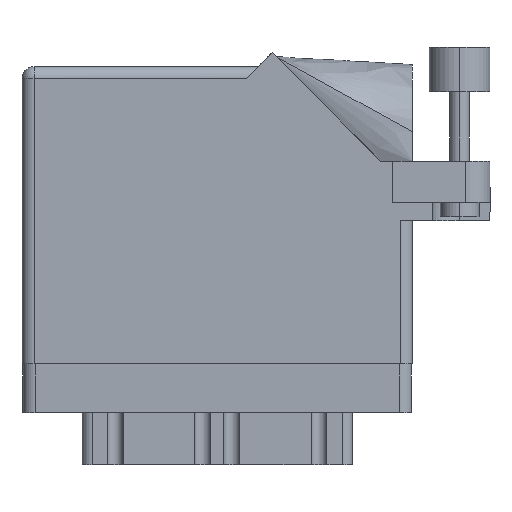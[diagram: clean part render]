
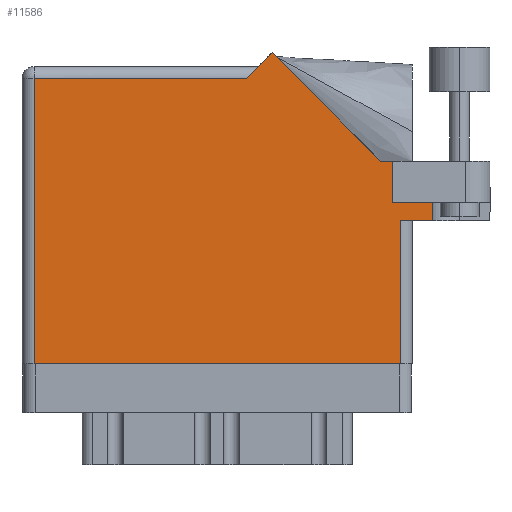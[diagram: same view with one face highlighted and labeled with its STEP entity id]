
A CAD part, front view. The second image highlights one B-rep face of the part: STEP entity #11586.
In plain terms, the highlighted face is planar.
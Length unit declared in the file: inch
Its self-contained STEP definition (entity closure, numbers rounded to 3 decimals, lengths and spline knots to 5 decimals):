
#72 = EDGE_CURVE ( 'NONE', #21863, #6490, #12575, .T. ) ;
#373 = AXIS2_PLACEMENT_3D ( 'NONE', #33308, #6732, #4094 ) ;
#395 = CARTESIAN_POINT ( 'NONE',  ( 0., 1.468, 0. ) ) ;
#442 = DIRECTION ( 'NONE',  ( 1., 0., 0. ) ) ;
#932 = FACE_OUTER_BOUND ( 'NONE', #3923, .T. ) ;
#1472 = CARTESIAN_POINT ( 'NONE',  ( 1.84442, 1.044, 0. ) ) ;
#2066 = DIRECTION ( 'NONE',  ( 0., 1., 0. ) ) ;
#3470 = VECTOR ( 'NONE', #7554, 39.37008 ) ;
#3923 = EDGE_LOOP ( 'NONE', ( #9180, #32366, #29428, #15780, #22475, #4757, #19704, #27532, #14180, #33805, #9262 ) ) ;
#4083 = DIRECTION ( 'NONE',  ( 0., -1., 0. ) ) ;
#4094 = DIRECTION ( 'NONE',  ( -1., 0., 0. ) ) ;
#4757 = ORIENTED_EDGE ( 'NONE', *, *, #23900, .T. ) ;
#5007 = VERTEX_POINT ( 'NONE', #19934 ) ;
#6069 = LINE ( 'NONE', #11545, #8890 ) ;
#6490 = VERTEX_POINT ( 'NONE', #29003 ) ;
#6732 = DIRECTION ( 'NONE',  ( 0., 0., -1. ) ) ;
#6750 = DIRECTION ( 'NONE',  ( -0.707, 0.707, 0. ) ) ;
#7374 = LINE ( 'NONE', #34125, #13512 ) ;
#7554 = DIRECTION ( 'NONE',  ( -0.707, -0.707, 0. ) ) ;
#7834 = EDGE_CURVE ( 'NONE', #21062, #5007, #21909, .T. ) ;
#7893 = DIRECTION ( 'NONE',  ( -1., 0., 0. ) ) ;
#8636 = CARTESIAN_POINT ( 'NONE',  ( 0., 0., 0. ) ) ;
#8890 = VECTOR ( 'NONE', #17205, 39.37008 ) ;
#9180 = ORIENTED_EDGE ( 'NONE', *, *, #7834, .T. ) ;
#9262 = ORIENTED_EDGE ( 'NONE', *, *, #27274, .T. ) ;
#9801 = VECTOR ( 'NONE', #19083, 39.37008 ) ;
#10214 = LINE ( 'NONE', #31818, #3470 ) ;
#10687 = LINE ( 'NONE', #21478, #29526 ) ;
#11130 = LINE ( 'NONE', #19092, #14550 ) ;
#11545 = CARTESIAN_POINT ( 'NONE',  ( 1.91, 0.831, 0. ) ) ;
#11562 = CARTESIAN_POINT ( 'NONE',  ( 1.91, 0.831, 0. ) ) ;
#11586 = ADVANCED_FACE ( 'NONE', ( #932 ), #22482, .F. ) ;
#12546 = CARTESIAN_POINT ( 'NONE',  ( 2.1115, 1.16177, 0. ) ) ;
#12575 = LINE ( 'NONE', #1472, #20554 ) ;
#12993 = LINE ( 'NONE', #20972, #32309 ) ;
#13112 = VECTOR ( 'NONE', #442, 39.37008 ) ;
#13512 = VECTOR ( 'NONE', #7893, 39.37008 ) ;
#13962 = DIRECTION ( 'NONE',  ( 0., -1., 0. ) ) ;
#14116 = CARTESIAN_POINT ( 'NONE',  ( 1.84442, 1.044, 0. ) ) ;
#14180 = ORIENTED_EDGE ( 'NONE', *, *, #17863, .T. ) ;
#14550 = VECTOR ( 'NONE', #13962, 39.37008 ) ;
#14885 = CARTESIAN_POINT ( 'NONE',  ( 1.948, 0.737, 0. ) ) ;
#15479 = VERTEX_POINT ( 'NONE', #25786 ) ;
#15780 = ORIENTED_EDGE ( 'NONE', *, *, #29156, .F. ) ;
#17004 = VERTEX_POINT ( 'NONE', #34573 ) ;
#17205 = DIRECTION ( 'NONE',  ( 1., 0., 0. ) ) ;
#17863 = EDGE_CURVE ( 'NONE', #6490, #15479, #10214, .T. ) ;
#18192 = EDGE_CURVE ( 'NONE', #5007, #28306, #12993, .T. ) ;
#18772 = DIRECTION ( 'NONE',  ( -1., 0., 0. ) ) ;
#19083 = DIRECTION ( 'NONE',  ( 1., 0., 0. ) ) ;
#19092 = CARTESIAN_POINT ( 'NONE',  ( 0.062, 0., 0. ) ) ;
#19704 = ORIENTED_EDGE ( 'NONE', *, *, #29716, .T. ) ;
#19934 = CARTESIAN_POINT ( 'NONE',  ( 1.948, 0., 0. ) ) ;
#20503 = CARTESIAN_POINT ( 'NONE',  ( 0.062, 1.468, 0. ) ) ;
#20554 = VECTOR ( 'NONE', #6750, 39.37008 ) ;
#20972 = CARTESIAN_POINT ( 'NONE',  ( 1.948, 0.737, 0. ) ) ;
#21062 = VERTEX_POINT ( 'NONE', #32860 ) ;
#21478 = CARTESIAN_POINT ( 'NONE',  ( 1.91, 0.831, 0. ) ) ;
#21863 = VERTEX_POINT ( 'NONE', #14116 ) ;
#21909 = LINE ( 'NONE', #8636, #9801 ) ;
#22475 = ORIENTED_EDGE ( 'NONE', *, *, #22747, .F. ) ;
#22482 = PLANE ( 'NONE',  #373 ) ;
#22747 = EDGE_CURVE ( 'NONE', #27803, #17004, #6069, .T. ) ;
#22835 = VERTEX_POINT ( 'NONE', #23208 ) ;
#22982 = EDGE_CURVE ( 'NONE', #15479, #32978, #32423, .T. ) ;
#23208 = CARTESIAN_POINT ( 'NONE',  ( 1.91, 1.044, 0. ) ) ;
#23746 = CARTESIAN_POINT ( 'NONE',  ( 2.1115, 0.737, 0. ) ) ;
#23818 = EDGE_CURVE ( 'NONE', #28306, #26824, #27673, .T. ) ;
#23900 = EDGE_CURVE ( 'NONE', #27803, #22835, #10687, .T. ) ;
#25786 = CARTESIAN_POINT ( 'NONE',  ( 1.155, 1.468, 0. ) ) ;
#25871 = VECTOR ( 'NONE', #18772, 39.37008 ) ;
#26824 = VERTEX_POINT ( 'NONE', #23746 ) ;
#27274 = EDGE_CURVE ( 'NONE', #32978, #21062, #11130, .T. ) ;
#27334 = CARTESIAN_POINT ( 'NONE',  ( 2.01, 0.737, 0. ) ) ;
#27532 = ORIENTED_EDGE ( 'NONE', *, *, #72, .T. ) ;
#27673 = LINE ( 'NONE', #27334, #13112 ) ;
#27803 = VERTEX_POINT ( 'NONE', #11562 ) ;
#28306 = VERTEX_POINT ( 'NONE', #14885 ) ;
#28328 = LINE ( 'NONE', #12546, #33137 ) ;
#29003 = CARTESIAN_POINT ( 'NONE',  ( 1.28771, 1.60071, 0. ) ) ;
#29156 = EDGE_CURVE ( 'NONE', #17004, #26824, #28328, .T. ) ;
#29428 = ORIENTED_EDGE ( 'NONE', *, *, #23818, .T. ) ;
#29526 = VECTOR ( 'NONE', #32298, 39.37008 ) ;
#29716 = EDGE_CURVE ( 'NONE', #22835, #21863, #7374, .T. ) ;
#31818 = CARTESIAN_POINT ( 'NONE',  ( 1.217, 1.53, 0. ) ) ;
#32298 = DIRECTION ( 'NONE',  ( 0., 1., 0. ) ) ;
#32309 = VECTOR ( 'NONE', #2066, 39.37008 ) ;
#32366 = ORIENTED_EDGE ( 'NONE', *, *, #18192, .T. ) ;
#32423 = LINE ( 'NONE', #395, #25871 ) ;
#32860 = CARTESIAN_POINT ( 'NONE',  ( 0.062, 0., 0. ) ) ;
#32978 = VERTEX_POINT ( 'NONE', #20503 ) ;
#33137 = VECTOR ( 'NONE', #4083, 39.37008 ) ;
#33308 = CARTESIAN_POINT ( 'NONE',  ( 0., 1.53, 0. ) ) ;
#33805 = ORIENTED_EDGE ( 'NONE', *, *, #22982, .T. ) ;
#34125 = CARTESIAN_POINT ( 'NONE',  ( 2.41, 1.044, 0. ) ) ;
#34573 = CARTESIAN_POINT ( 'NONE',  ( 2.1115, 0.831, 0. ) ) ;
